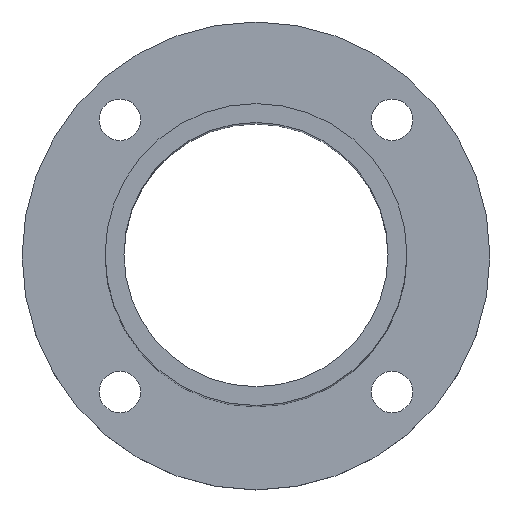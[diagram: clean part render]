
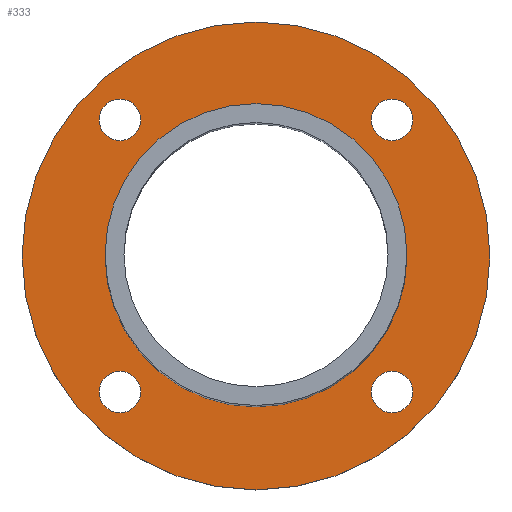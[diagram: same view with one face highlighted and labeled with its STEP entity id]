
A CAD part, top view. The second image highlights one B-rep face of the part: STEP entity #333.
In plain terms, the highlighted planar face has unit normal (0, 0, 1).
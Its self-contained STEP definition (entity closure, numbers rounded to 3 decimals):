
#3 = DIRECTION ( 'NONE',  ( 0., 0., 1. ) ) ;
#17 = EDGE_CURVE ( 'NONE', #269, #640, #408, .T. ) ;
#33 = VERTEX_POINT ( 'NONE', #695 ) ;
#37 = AXIS2_PLACEMENT_3D ( 'NONE', #721, #93, #453 ) ;
#43 = ORIENTED_EDGE ( 'NONE', *, *, #152, .F. ) ;
#44 = DIRECTION ( 'NONE',  ( 1., 0., 0. ) ) ;
#45 = DIRECTION ( 'NONE',  ( 1., 0., 0. ) ) ;
#49 = AXIS2_PLACEMENT_3D ( 'NONE', #692, #184, #44 ) ;
#71 = CARTESIAN_POINT ( 'NONE',  ( 15.281, -18.031, -48. ) ) ;
#76 = EDGE_CURVE ( 'NONE', #328, #774, #902, .T. ) ;
#77 = DIRECTION ( 'NONE',  ( 0., 0., 1. ) ) ;
#93 = DIRECTION ( 'NONE',  ( 0., 0., 1. ) ) ;
#98 = DIRECTION ( 'NONE',  ( 1., 0., 0. ) ) ;
#102 = EDGE_CURVE ( 'NONE', #382, #615, #511, .T. ) ;
#112 = CIRCLE ( 'NONE', #687, 20. ) ;
#122 = DIRECTION ( 'NONE',  ( 1., 0., 0. ) ) ;
#124 = AXIS2_PLACEMENT_3D ( 'NONE', #856, #3, #635 ) ;
#132 = VERTEX_POINT ( 'NONE', #71 ) ;
#138 = DIRECTION ( 'NONE',  ( 0., 0., 1. ) ) ;
#142 = EDGE_CURVE ( 'NONE', #757, #132, #614, .T. ) ;
#146 = CARTESIAN_POINT ( 'NONE',  ( -18.031, 18.031, -48. ) ) ;
#151 = PLANE ( 'NONE',  #124 ) ;
#152 = EDGE_CURVE ( 'NONE', #547, #33, #337, .T. ) ;
#155 = AXIS2_PLACEMENT_3D ( 'NONE', #776, #503, #842 ) ;
#165 = ORIENTED_EDGE ( 'NONE', *, *, #102, .F. ) ;
#184 = DIRECTION ( 'NONE',  ( 0., 0., 1. ) ) ;
#196 = DIRECTION ( 'NONE',  ( 0., 0., 1. ) ) ;
#204 = DIRECTION ( 'NONE',  ( 1., 0., 0. ) ) ;
#217 = CIRCLE ( 'NONE', #627, 2.75 ) ;
#223 = DIRECTION ( 'NONE',  ( 0., 0., 1. ) ) ;
#227 = FACE_BOUND ( 'NONE', #583, .T. ) ;
#232 = CIRCLE ( 'NONE', #37, 2.75 ) ;
#234 = AXIS2_PLACEMENT_3D ( 'NONE', #146, #565, #428 ) ;
#249 = ORIENTED_EDGE ( 'NONE', *, *, #908, .T. ) ;
#255 = EDGE_LOOP ( 'NONE', ( #534, #808 ) ) ;
#261 = CARTESIAN_POINT ( 'NONE',  ( 0., 0., -48. ) ) ;
#269 = VERTEX_POINT ( 'NONE', #806 ) ;
#270 = CARTESIAN_POINT ( 'NONE',  ( 0., 0., -48. ) ) ;
#271 = DIRECTION ( 'NONE',  ( 0., 0., 1. ) ) ;
#291 = FACE_BOUND ( 'NONE', #719, .T. ) ;
#310 = ORIENTED_EDGE ( 'NONE', *, *, #17, .F. ) ;
#328 = VERTEX_POINT ( 'NONE', #846 ) ;
#333 = ADVANCED_FACE ( 'NONE', ( #227, #862, #434, #502, #291, #563 ), #151, .T. ) ;
#334 = CARTESIAN_POINT ( 'NONE',  ( 18.031, 18.031, -48. ) ) ;
#337 = CIRCLE ( 'NONE', #544, 20. ) ;
#355 = DIRECTION ( 'NONE',  ( 1., 0., 0. ) ) ;
#366 = AXIS2_PLACEMENT_3D ( 'NONE', #423, #223, #504 ) ;
#368 = CARTESIAN_POINT ( 'NONE',  ( 0., 0., -48. ) ) ;
#382 = VERTEX_POINT ( 'NONE', #705 ) ;
#392 = CIRCLE ( 'NONE', #508, 31. ) ;
#401 = CARTESIAN_POINT ( 'NONE',  ( 31., 0., -48. ) ) ;
#406 = DIRECTION ( 'NONE',  ( 0., 0., 1. ) ) ;
#408 = CIRCLE ( 'NONE', #155, 2.75 ) ;
#423 = CARTESIAN_POINT ( 'NONE',  ( 18.031, -18.031, -48. ) ) ;
#428 = DIRECTION ( 'NONE',  ( 1., 0., 0. ) ) ;
#434 = FACE_BOUND ( 'NONE', #255, .T. ) ;
#453 = DIRECTION ( 'NONE',  ( 1., 0., 0. ) ) ;
#466 = AXIS2_PLACEMENT_3D ( 'NONE', #765, #138, #355 ) ;
#476 = DIRECTION ( 'NONE',  ( 1., 0., 0. ) ) ;
#477 = CARTESIAN_POINT ( 'NONE',  ( -18.031, 18.031, -48. ) ) ;
#488 = VERTEX_POINT ( 'NONE', #592 ) ;
#492 = ORIENTED_EDGE ( 'NONE', *, *, #550, .F. ) ;
#502 = FACE_BOUND ( 'NONE', #854, .T. ) ;
#503 = DIRECTION ( 'NONE',  ( 0., 0., 1. ) ) ;
#504 = DIRECTION ( 'NONE',  ( 1., 0., 0. ) ) ;
#508 = AXIS2_PLACEMENT_3D ( 'NONE', #270, #196, #204 ) ;
#511 = CIRCLE ( 'NONE', #234, 2.75 ) ;
#534 = ORIENTED_EDGE ( 'NONE', *, *, #840, .F. ) ;
#540 = DIRECTION ( 'NONE',  ( 0., 0., 1. ) ) ;
#544 = AXIS2_PLACEMENT_3D ( 'NONE', #368, #77, #577 ) ;
#547 = VERTEX_POINT ( 'NONE', #725 ) ;
#550 = EDGE_CURVE ( 'NONE', #33, #547, #112, .T. ) ;
#558 = EDGE_CURVE ( 'NONE', #774, #328, #232, .T. ) ;
#563 = FACE_OUTER_BOUND ( 'NONE', #661, .T. ) ;
#565 = DIRECTION ( 'NONE',  ( 0., 0., 1. ) ) ;
#568 = EDGE_CURVE ( 'NONE', #640, #269, #629, .T. ) ;
#570 = AXIS2_PLACEMENT_3D ( 'NONE', #334, #406, #122 ) ;
#577 = DIRECTION ( 'NONE',  ( 1., 0., 0. ) ) ;
#583 = EDGE_LOOP ( 'NONE', ( #165, #657 ) ) ;
#587 = ORIENTED_EDGE ( 'NONE', *, *, #867, .T. ) ;
#592 = CARTESIAN_POINT ( 'NONE',  ( -31., 0., -48. ) ) ;
#600 = CIRCLE ( 'NONE', #699, 2.75 ) ;
#614 = CIRCLE ( 'NONE', #366, 2.75 ) ;
#615 = VERTEX_POINT ( 'NONE', #622 ) ;
#618 = EDGE_CURVE ( 'NONE', #615, #382, #217, .T. ) ;
#622 = CARTESIAN_POINT ( 'NONE',  ( -15.281, 18.031, -48. ) ) ;
#627 = AXIS2_PLACEMENT_3D ( 'NONE', #477, #271, #45 ) ;
#629 = CIRCLE ( 'NONE', #570, 2.75 ) ;
#635 = DIRECTION ( 'NONE',  ( 1., 0., 0. ) ) ;
#640 = VERTEX_POINT ( 'NONE', #741 ) ;
#657 = ORIENTED_EDGE ( 'NONE', *, *, #618, .F. ) ;
#661 = EDGE_LOOP ( 'NONE', ( #249, #587 ) ) ;
#686 = DIRECTION ( 'NONE',  ( 0., 0., 1. ) ) ;
#687 = AXIS2_PLACEMENT_3D ( 'NONE', #261, #540, #98 ) ;
#692 = CARTESIAN_POINT ( 'NONE',  ( 0., 0., -48. ) ) ;
#695 = CARTESIAN_POINT ( 'NONE',  ( 20., 0., -48. ) ) ;
#697 = CIRCLE ( 'NONE', #49, 31. ) ;
#699 = AXIS2_PLACEMENT_3D ( 'NONE', #896, #686, #476 ) ;
#705 = CARTESIAN_POINT ( 'NONE',  ( -20.781, 18.031, -48. ) ) ;
#719 = EDGE_LOOP ( 'NONE', ( #492, #43 ) ) ;
#721 = CARTESIAN_POINT ( 'NONE',  ( -18.031, -18.031, -48. ) ) ;
#722 = ORIENTED_EDGE ( 'NONE', *, *, #76, .F. ) ;
#725 = CARTESIAN_POINT ( 'NONE',  ( -20., 0., -48. ) ) ;
#741 = CARTESIAN_POINT ( 'NONE',  ( 15.281, 18.031, -48. ) ) ;
#743 = VERTEX_POINT ( 'NONE', #401 ) ;
#757 = VERTEX_POINT ( 'NONE', #880 ) ;
#765 = CARTESIAN_POINT ( 'NONE',  ( -18.031, -18.031, -48. ) ) ;
#774 = VERTEX_POINT ( 'NONE', #899 ) ;
#776 = CARTESIAN_POINT ( 'NONE',  ( 18.031, 18.031, -48. ) ) ;
#791 = ORIENTED_EDGE ( 'NONE', *, *, #568, .F. ) ;
#806 = CARTESIAN_POINT ( 'NONE',  ( 20.781, 18.031, -48. ) ) ;
#808 = ORIENTED_EDGE ( 'NONE', *, *, #142, .F. ) ;
#822 = EDGE_LOOP ( 'NONE', ( #722, #886 ) ) ;
#840 = EDGE_CURVE ( 'NONE', #132, #757, #600, .T. ) ;
#842 = DIRECTION ( 'NONE',  ( 1., 0., 0. ) ) ;
#846 = CARTESIAN_POINT ( 'NONE',  ( -20.781, -18.031, -48. ) ) ;
#854 = EDGE_LOOP ( 'NONE', ( #791, #310 ) ) ;
#856 = CARTESIAN_POINT ( 'NONE',  ( 0., 0., -48. ) ) ;
#862 = FACE_BOUND ( 'NONE', #822, .T. ) ;
#867 = EDGE_CURVE ( 'NONE', #743, #488, #392, .T. ) ;
#880 = CARTESIAN_POINT ( 'NONE',  ( 20.781, -18.031, -48. ) ) ;
#886 = ORIENTED_EDGE ( 'NONE', *, *, #558, .F. ) ;
#896 = CARTESIAN_POINT ( 'NONE',  ( 18.031, -18.031, -48. ) ) ;
#899 = CARTESIAN_POINT ( 'NONE',  ( -15.281, -18.031, -48. ) ) ;
#902 = CIRCLE ( 'NONE', #466, 2.75 ) ;
#908 = EDGE_CURVE ( 'NONE', #488, #743, #697, .T. ) ;
